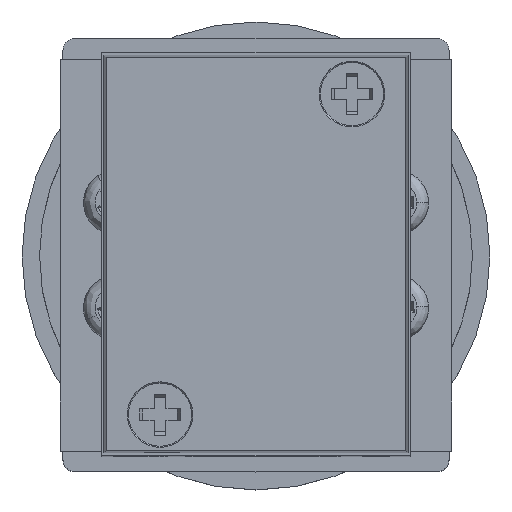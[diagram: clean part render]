
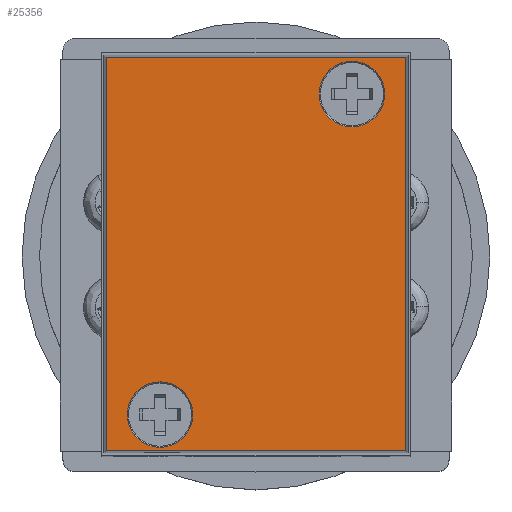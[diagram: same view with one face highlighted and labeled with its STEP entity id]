
A CAD part, top view. The second image highlights one B-rep face of the part: STEP entity #25356.
In plain terms, the highlighted planar face has unit normal (0, 0, 1).
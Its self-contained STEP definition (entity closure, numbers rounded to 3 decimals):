
#925 = AXIS2_PLACEMENT_3D ( 'NONE', #24389, #48880, #24924 ) ;
#963 = VERTEX_POINT ( 'NONE', #30275 ) ;
#984 = EDGE_CURVE ( 'NONE', #41860, #60546, #34553, .T. ) ;
#1125 = DIRECTION ( 'NONE',  ( 1., 0., 0. ) ) ;
#3199 = ORIENTED_EDGE ( 'NONE', *, *, #55641, .T. ) ;
#4617 = DIRECTION ( 'NONE',  ( 1., 0., 0. ) ) ;
#6479 = CARTESIAN_POINT ( 'NONE',  ( 7.115, 8.836, 26.4 ) ) ;
#7176 = CARTESIAN_POINT ( 'NONE',  ( -16.685, -21.614, 26.4 ) ) ;
#8284 = FACE_BOUND ( 'NONE', #21593, .T. ) ;
#8916 = CARTESIAN_POINT ( 'NONE',  ( -16.685, 11.986, 26.4 ) ) ;
#9491 = CARTESIAN_POINT ( 'NONE',  ( 4.315, 8.836, 26.4 ) ) ;
#10186 = DIRECTION ( 'NONE',  ( 0., 1., 0. ) ) ;
#11564 = CARTESIAN_POINT ( 'NONE',  ( 8.915, -21.614, 26.4 ) ) ;
#12755 = ORIENTED_EDGE ( 'NONE', *, *, #25601, .T. ) ;
#13638 = PLANE ( 'NONE',  #63594 ) ;
#15756 = FACE_BOUND ( 'NONE', #58648, .T. ) ;
#17468 = CIRCLE ( 'NONE', #925, 2.8 ) ;
#17552 = VECTOR ( 'NONE', #10186, 1000. ) ;
#17643 = VECTOR ( 'NONE', #18786, 1000. ) ;
#18786 = DIRECTION ( 'NONE',  ( 0., -1., 0. ) ) ;
#21593 = EDGE_LOOP ( 'NONE', ( #62058, #24112 ) ) ;
#21853 = EDGE_CURVE ( 'NONE', #60546, #41561, #42051, .T. ) ;
#21866 = DIRECTION ( 'NONE',  ( 1., 0., 0. ) ) ;
#24112 = ORIENTED_EDGE ( 'NONE', *, *, #40610, .T. ) ;
#24389 = CARTESIAN_POINT ( 'NONE',  ( -12.085, -18.564, 26.4 ) ) ;
#24638 = EDGE_LOOP ( 'NONE', ( #58770, #12755, #24984, #48524 ) ) ;
#24924 = DIRECTION ( 'NONE',  ( 1., 0., 0. ) ) ;
#24984 = ORIENTED_EDGE ( 'NONE', *, *, #26062, .T. ) ;
#25356 = ADVANCED_FACE ( 'NONE', ( #47497, #8284, #15756 ), #13638, .T. ) ;
#25601 = EDGE_CURVE ( 'NONE', #41561, #39010, #66898, .T. ) ;
#26062 = EDGE_CURVE ( 'NONE', #39010, #41860, #31434, .T. ) ;
#28563 = DIRECTION ( 'NONE',  ( 0., 0., -1. ) ) ;
#30275 = CARTESIAN_POINT ( 'NONE',  ( -9.285, -18.564, 26.4 ) ) ;
#31434 = LINE ( 'NONE', #68951, #53748 ) ;
#31941 = VERTEX_POINT ( 'NONE', #77154 ) ;
#34429 = CARTESIAN_POINT ( 'NONE',  ( -16.685, -21.614, 26.4 ) ) ;
#34553 = LINE ( 'NONE', #65883, #17643 ) ;
#37286 = DIRECTION ( 'NONE',  ( 0., 0., -1. ) ) ;
#38615 = DIRECTION ( 'NONE',  ( -1., 0., 0. ) ) ;
#39010 = VERTEX_POINT ( 'NONE', #63997 ) ;
#39340 = EDGE_CURVE ( 'NONE', #49709, #61161, #77020, .T. ) ;
#40610 = EDGE_CURVE ( 'NONE', #31941, #963, #17468, .T. ) ;
#41561 = VERTEX_POINT ( 'NONE', #11564 ) ;
#41860 = VERTEX_POINT ( 'NONE', #8916 ) ;
#42051 = LINE ( 'NONE', #34429, #69902 ) ;
#42335 = CARTESIAN_POINT ( 'NONE',  ( 1.515, 8.836, 26.4 ) ) ;
#44306 = EDGE_CURVE ( 'NONE', #963, #31941, #44605, .T. ) ;
#44605 = CIRCLE ( 'NONE', #48896, 2.8 ) ;
#45795 = DIRECTION ( 'NONE',  ( 0., 0., -1. ) ) ;
#47497 = FACE_OUTER_BOUND ( 'NONE', #24638, .T. ) ;
#48524 = ORIENTED_EDGE ( 'NONE', *, *, #984, .T. ) ;
#48880 = DIRECTION ( 'NONE',  ( 0., 0., -1. ) ) ;
#48896 = AXIS2_PLACEMENT_3D ( 'NONE', #55220, #37286, #67621 ) ;
#49252 = AXIS2_PLACEMENT_3D ( 'NONE', #9491, #28563, #76102 ) ;
#49376 = AXIS2_PLACEMENT_3D ( 'NONE', #51541, #45795, #21866 ) ;
#49653 = DIRECTION ( 'NONE',  ( 0., 0., 1. ) ) ;
#49709 = VERTEX_POINT ( 'NONE', #6479 ) ;
#51541 = CARTESIAN_POINT ( 'NONE',  ( 4.315, 8.836, 26.4 ) ) ;
#53748 = VECTOR ( 'NONE', #38615, 1000. ) ;
#55220 = CARTESIAN_POINT ( 'NONE',  ( -12.085, -18.564, 26.4 ) ) ;
#55641 = EDGE_CURVE ( 'NONE', #61161, #49709, #73227, .T. ) ;
#58648 = EDGE_LOOP ( 'NONE', ( #72145, #3199 ) ) ;
#58770 = ORIENTED_EDGE ( 'NONE', *, *, #21853, .T. ) ;
#60546 = VERTEX_POINT ( 'NONE', #7176 ) ;
#61161 = VERTEX_POINT ( 'NONE', #42335 ) ;
#62058 = ORIENTED_EDGE ( 'NONE', *, *, #44306, .T. ) ;
#63594 = AXIS2_PLACEMENT_3D ( 'NONE', #67733, #49653, #1125 ) ;
#63997 = CARTESIAN_POINT ( 'NONE',  ( 8.915, 11.986, 26.4 ) ) ;
#65883 = CARTESIAN_POINT ( 'NONE',  ( -16.685, 11.986, 26.4 ) ) ;
#66898 = LINE ( 'NONE', #69803, #17552 ) ;
#67621 = DIRECTION ( 'NONE',  ( 1., 0., 0. ) ) ;
#67733 = CARTESIAN_POINT ( 'NONE',  ( -16.685, 11.986, 26.4 ) ) ;
#68951 = CARTESIAN_POINT ( 'NONE',  ( -16.685, 11.986, 26.4 ) ) ;
#69803 = CARTESIAN_POINT ( 'NONE',  ( 8.915, 11.986, 26.4 ) ) ;
#69902 = VECTOR ( 'NONE', #4617, 1000. ) ;
#72145 = ORIENTED_EDGE ( 'NONE', *, *, #39340, .T. ) ;
#73227 = CIRCLE ( 'NONE', #49376, 2.8 ) ;
#76102 = DIRECTION ( 'NONE',  ( 1., 0., 0. ) ) ;
#77020 = CIRCLE ( 'NONE', #49252, 2.8 ) ;
#77154 = CARTESIAN_POINT ( 'NONE',  ( -14.885, -18.564, 26.4 ) ) ;
